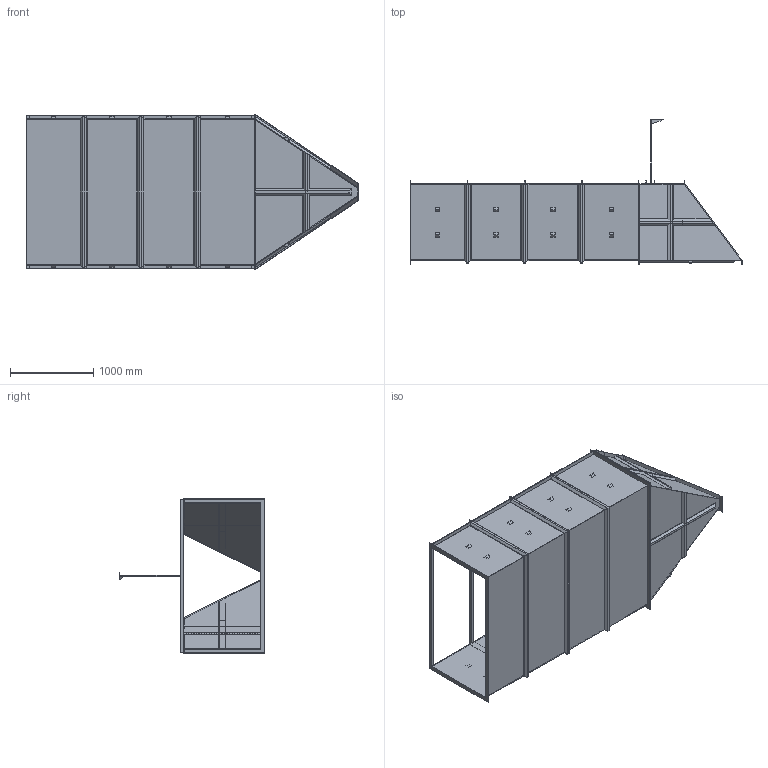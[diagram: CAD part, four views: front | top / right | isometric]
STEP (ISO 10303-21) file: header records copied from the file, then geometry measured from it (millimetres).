
FILE_DESCRIPTION (( 'STEP AP214' ), '1' );
FILE_NAME ('3.0H Flume Assy with options.STEP', '2020-08-31T19:45:16', ( '' ), ( '' ), 'SwSTEP 2.0', 'SolidWorks 2020', '' );
FILE_SCHEMA (( 'AUTOMOTIVE_DESIGN' ));
Length unit declared in the file: inch
Products named in the file (13): Ultrasonic Top Plate Assembly Rev A; C Channel Ultrasonic Bkt_2.0H Flume; 3.0H H Flume ApproacH Section_3.0'' H; Top Bracket Tube; 3.0H Flume Assy with options; Ulstrasonic Bracket Assy_30in height - Default; Top Bracket Rev A sheet metal; H Flume Ultrasonic Bkt Assem1_2.0H Flume; shaft_30in Default; 3.0H H Flume_3.0'' H FLUME W-OPTIONS; Parshall Staff Gauge 24in long parshall staff gauge_English Staff Gauge - 36"; base plate; hex nut_ai_HNUT 0.2500-20-D-N
Assembly tree (12 placements, depth 5):
  3.0H Flume Assy with options
    3.0H H Flume_3.0'' H FLUME W-OPTIONS
    3.0H H Flume ApproacH Section_3.0'' H
    H Flume Ultrasonic Bkt Assem1_2.0H Flume
      Ulstrasonic Bracket Assy_30in height - Default
        base plate
        shaft_30in Default
        Ultrasonic Top Plate Assembly Rev A
          Top Bracket Rev A sheet metal
          Top Bracket Tube
          hex nut_ai_HNUT 0.2500-20-D-N
      C Channel Ultrasonic Bkt_2.0H Flume
    Parshall Staff Gauge 24in long parshall staff gauge_English Staff Gauge - 36"
Bounding box: 3977.64 x 1733.49 x 1859.47 mm (x, y, z)
Volume: 74875051.5 mm3; surface area: 36298848.6 mm2
Topology: 38 solids, 52 shells, 604 faces, 1502 edges, 996 vertices
Faces by surface type: plane 554, cylinder 31, cone 16, bspline 3
Entity records: 21164 total; most frequent: CARTESIAN_POINT 3582, ORIENTED_EDGE 2988, DIRECTION 2764, EDGE_CURVE 1502, LINE 1396, VECTOR 1396, VERTEX_POINT 996, AXIS2_PLACEMENT_3D 684
